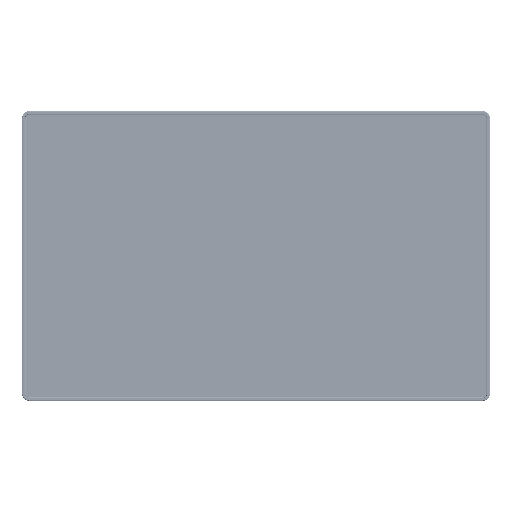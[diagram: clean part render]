
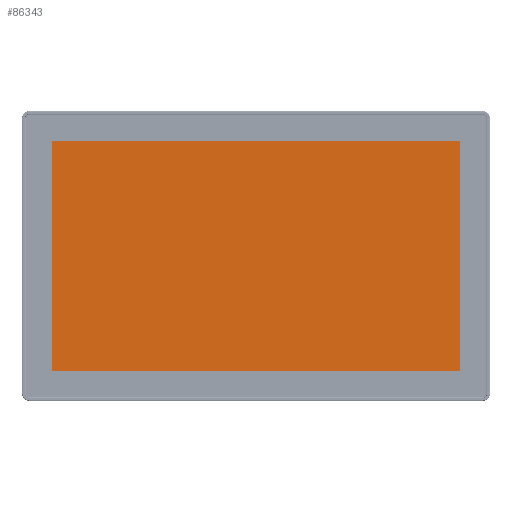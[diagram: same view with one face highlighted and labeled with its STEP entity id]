
A CAD part, top view. The second image highlights one B-rep face of the part: STEP entity #86343.
In plain terms, the highlighted planar face has unit normal (0, 0, 1).
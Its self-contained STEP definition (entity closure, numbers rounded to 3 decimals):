
#1157 = EDGE_CURVE ( 'NONE', #50858, #76493, #181936, .T. ) ;
#4717 = CARTESIAN_POINT ( 'NONE',  ( 172.8, 97.5, 0. ) ) ;
#5128 = LINE ( 'NONE', #68130, #67952 ) ;
#7614 = ORIENTED_EDGE ( 'NONE', *, *, #177309, .F. ) ;
#17023 = DIRECTION ( 'NONE',  ( 0., -1., 0. ) ) ;
#28081 = DIRECTION ( 'NONE',  ( 1., 0., 0. ) ) ;
#34257 = VECTOR ( 'NONE', #28081, 1000. ) ;
#40376 = EDGE_LOOP ( 'NONE', ( #7614, #158500, #165598, #156330 ) ) ;
#43875 = DIRECTION ( 'NONE',  ( 1., 0., 0. ) ) ;
#44463 = CARTESIAN_POINT ( 'NONE',  ( -172.8, -97.5, 0. ) ) ;
#50858 = VERTEX_POINT ( 'NONE', #114443 ) ;
#51335 = CARTESIAN_POINT ( 'NONE',  ( 172.8, -97.5, 0. ) ) ;
#52637 = VERTEX_POINT ( 'NONE', #44463 ) ;
#60384 = PLANE ( 'NONE',  #116597 ) ;
#60484 = CARTESIAN_POINT ( 'NONE',  ( 172.8, 0., 0. ) ) ;
#67952 = VECTOR ( 'NONE', #95013, 1000. ) ;
#68130 = CARTESIAN_POINT ( 'NONE',  ( 0., -97.5, 0. ) ) ;
#76493 = VERTEX_POINT ( 'NONE', #4717 ) ;
#79017 = LINE ( 'NONE', #60484, #110600 ) ;
#86343 = ADVANCED_FACE ( 'NONE', ( #201729 ), #60384, .T. ) ;
#95013 = DIRECTION ( 'NONE',  ( -1., 0., 0. ) ) ;
#108861 = EDGE_CURVE ( 'NONE', #176196, #52637, #5128, .T. ) ;
#110600 = VECTOR ( 'NONE', #17023, 1000. ) ;
#114443 = CARTESIAN_POINT ( 'NONE',  ( -172.8, 97.5, 0. ) ) ;
#114988 = EDGE_CURVE ( 'NONE', #52637, #50858, #167107, .T. ) ;
#116597 = AXIS2_PLACEMENT_3D ( 'NONE', #198689, #167755, #43875 ) ;
#121623 = CARTESIAN_POINT ( 'NONE',  ( -172.8, 0., 0. ) ) ;
#135079 = DIRECTION ( 'NONE',  ( 0., 1., 0. ) ) ;
#156330 = ORIENTED_EDGE ( 'NONE', *, *, #108861, .F. ) ;
#158500 = ORIENTED_EDGE ( 'NONE', *, *, #1157, .F. ) ;
#165598 = ORIENTED_EDGE ( 'NONE', *, *, #114988, .F. ) ;
#167107 = LINE ( 'NONE', #121623, #170746 ) ;
#167755 = DIRECTION ( 'NONE',  ( 0., 0., 1. ) ) ;
#169515 = CARTESIAN_POINT ( 'NONE',  ( 0., 97.5, 0. ) ) ;
#170746 = VECTOR ( 'NONE', #135079, 1000. ) ;
#176196 = VERTEX_POINT ( 'NONE', #51335 ) ;
#177309 = EDGE_CURVE ( 'NONE', #76493, #176196, #79017, .T. ) ;
#181936 = LINE ( 'NONE', #169515, #34257 ) ;
#198689 = CARTESIAN_POINT ( 'NONE',  ( 0., 0., 0. ) ) ;
#201729 = FACE_OUTER_BOUND ( 'NONE', #40376, .T. ) ;
